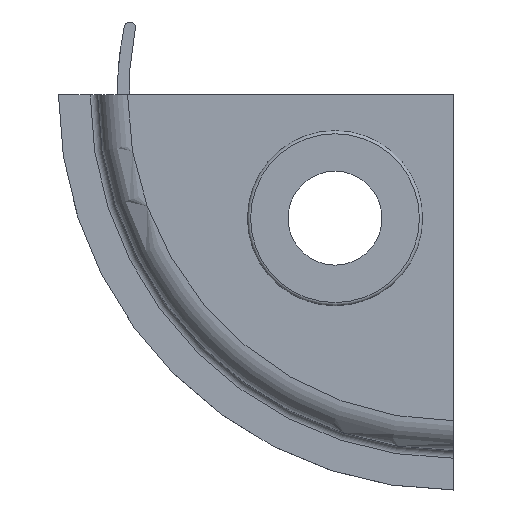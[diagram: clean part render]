
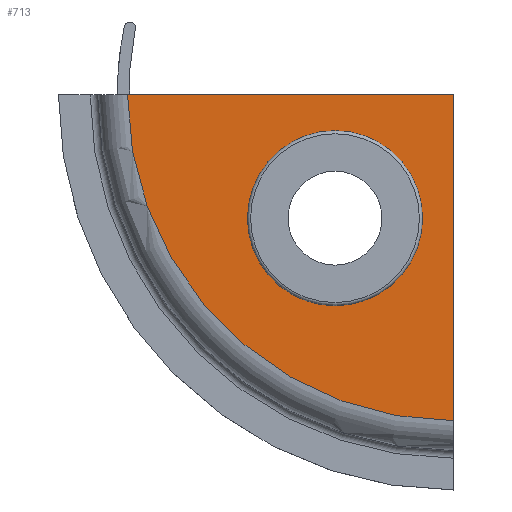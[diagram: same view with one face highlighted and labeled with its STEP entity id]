
A CAD part, top view. The second image highlights one B-rep face of the part: STEP entity #713.
In plain terms, the highlighted planar face has unit normal (0, 0, 1).
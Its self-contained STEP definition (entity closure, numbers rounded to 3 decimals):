
#24=LINE('',#1111,#72);
#37=LINE('',#1153,#85);
#72=VECTOR('',#880,10.);
#85=VECTOR('',#913,10.);
#140=FACE_BOUND('',#222,.T.);
#154=PLANE('',#790);
#176=FACE_OUTER_BOUND('',#221,.T.);
#221=EDGE_LOOP('',(#548,#549,#550));
#222=EDGE_LOOP('',(#551));
#269=CIRCLE('',#768,28.15);
#286=CIRCLE('',#791,104.8);
#319=VERTEX_POINT('',#1101);
#321=VERTEX_POINT('',#1109);
#322=VERTEX_POINT('',#1110);
#341=VERTEX_POINT('',#1152);
#391=EDGE_CURVE('',#319,#319,#269,.T.);
#394=EDGE_CURVE('',#321,#322,#24,.T.);
#415=EDGE_CURVE('',#321,#341,#37,.T.);
#432=EDGE_CURVE('',#341,#322,#286,.T.);
#548=ORIENTED_EDGE('',*,*,#394,.T.);
#549=ORIENTED_EDGE('',*,*,#432,.F.);
#550=ORIENTED_EDGE('',*,*,#415,.F.);
#551=ORIENTED_EDGE('',*,*,#391,.T.);
#713=ADVANCED_FACE('',(#176,#140),#154,.T.);
#768=AXIS2_PLACEMENT_3D('',#1103,#871,#872);
#790=AXIS2_PLACEMENT_3D('',#1184,#939,#940);
#791=AXIS2_PLACEMENT_3D('',#1185,#941,#942);
#871=DIRECTION('center_axis',(0.,0.,-1.));
#872=DIRECTION('ref_axis',(-1.,0.,0.));
#880=DIRECTION('',(-1.,0.,0.));
#913=DIRECTION('',(0.,-1.,0.));
#939=DIRECTION('center_axis',(0.,0.,1.));
#940=DIRECTION('ref_axis',(1.,0.,0.));
#941=DIRECTION('center_axis',(0.,0.,-1.));
#942=DIRECTION('ref_axis',(1.,0.,0.));
#1101=CARTESIAN_POINT('',(-9.95,-39.7,50.8));
#1103=CARTESIAN_POINT('Origin',(-38.1,-39.7,50.8));
#1109=CARTESIAN_POINT('',(0.,0.,50.8));
#1110=CARTESIAN_POINT('',(-104.8,0.,50.8));
#1111=CARTESIAN_POINT('',(0.,0.,50.8));
#1152=CARTESIAN_POINT('',(0.,-104.8,50.8));
#1153=CARTESIAN_POINT('',(0.,-3.266,50.8));
#1184=CARTESIAN_POINT('Origin',(0.,0.,50.8));
#1185=CARTESIAN_POINT('Origin',(0.,0.,50.8));
